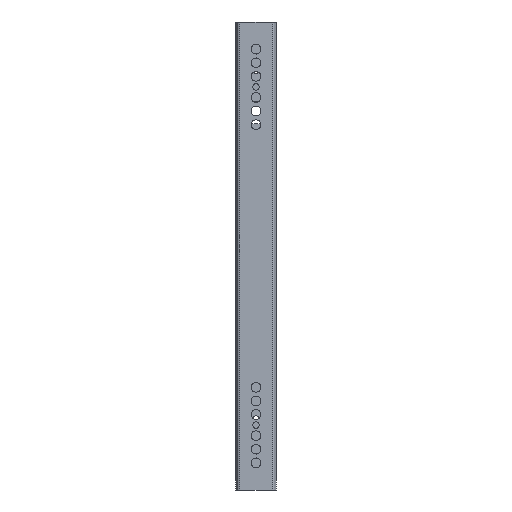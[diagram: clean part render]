
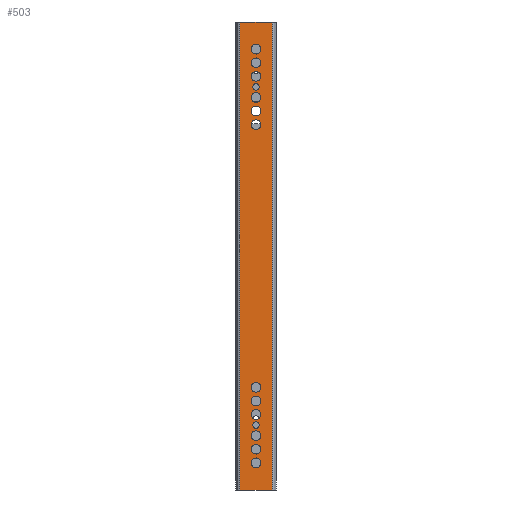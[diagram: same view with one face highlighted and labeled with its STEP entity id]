
A CAD part, left-side view. The second image highlights one B-rep face of the part: STEP entity #503.
In plain terms, the highlighted planar face has unit normal (-1, 0, 0).
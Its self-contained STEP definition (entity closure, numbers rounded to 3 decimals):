
#503 = ADVANCED_FACE( '', ( #1032, #1033, #1034, #1035, #1036, #1037, #1038, #1039, #1040, #1041, #1042, #1043, #1044, #1045, #1046 ), #1047, .F. );
#1032 = FACE_BOUND( '', #1544, .T. );
#1033 = FACE_BOUND( '', #1545, .T. );
#1034 = FACE_BOUND( '', #1546, .T. );
#1035 = FACE_BOUND( '', #1547, .T. );
#1036 = FACE_BOUND( '', #1548, .T. );
#1037 = FACE_BOUND( '', #1549, .T. );
#1038 = FACE_BOUND( '', #1550, .T. );
#1039 = FACE_BOUND( '', #1551, .T. );
#1040 = FACE_BOUND( '', #1552, .T. );
#1041 = FACE_BOUND( '', #1553, .T. );
#1042 = FACE_BOUND( '', #1554, .T. );
#1043 = FACE_BOUND( '', #1555, .T. );
#1044 = FACE_BOUND( '', #1556, .T. );
#1045 = FACE_BOUND( '', #1557, .T. );
#1046 = FACE_OUTER_BOUND( '', #1558, .T. );
#1047 = PLANE( '', #1559 );
#1544 = EDGE_LOOP( '', ( #2757 ) );
#1545 = EDGE_LOOP( '', ( #2758 ) );
#1546 = EDGE_LOOP( '', ( #2759 ) );
#1547 = EDGE_LOOP( '', ( #2760 ) );
#1548 = EDGE_LOOP( '', ( #2761 ) );
#1549 = EDGE_LOOP( '', ( #2762 ) );
#1550 = EDGE_LOOP( '', ( #2763 ) );
#1551 = EDGE_LOOP( '', ( #2764 ) );
#1552 = EDGE_LOOP( '', ( #2765 ) );
#1553 = EDGE_LOOP( '', ( #2766 ) );
#1554 = EDGE_LOOP( '', ( #2767 ) );
#1555 = EDGE_LOOP( '', ( #2768 ) );
#1556 = EDGE_LOOP( '', ( #2769 ) );
#1557 = EDGE_LOOP( '', ( #2770 ) );
#1558 = EDGE_LOOP( '', ( #2771, #2772, #2773, #2774 ) );
#1559 = AXIS2_PLACEMENT_3D( '', #2775, #2776, #2777 );
#2757 = ORIENTED_EDGE( '', *, *, #3096, .T. );
#2758 = ORIENTED_EDGE( '', *, *, #3115, .T. );
#2759 = ORIENTED_EDGE( '', *, *, #3216, .T. );
#2760 = ORIENTED_EDGE( '', *, *, #3177, .T. );
#2761 = ORIENTED_EDGE( '', *, *, #3238, .T. );
#2762 = ORIENTED_EDGE( '', *, *, #3113, .T. );
#2763 = ORIENTED_EDGE( '', *, *, #3170, .T. );
#2764 = ORIENTED_EDGE( '', *, *, #3278, .T. );
#2765 = ORIENTED_EDGE( '', *, *, #3101, .T. );
#2766 = ORIENTED_EDGE( '', *, *, #2893, .T. );
#2767 = ORIENTED_EDGE( '', *, *, #2982, .T. );
#2768 = ORIENTED_EDGE( '', *, *, #3040, .T. );
#2769 = ORIENTED_EDGE( '', *, *, #2834, .T. );
#2770 = ORIENTED_EDGE( '', *, *, #2942, .T. );
#2771 = ORIENTED_EDGE( '', *, *, #2976, .T. );
#2772 = ORIENTED_EDGE( '', *, *, #2805, .F. );
#2773 = ORIENTED_EDGE( '', *, *, #3153, .F. );
#2774 = ORIENTED_EDGE( '', *, *, #2811, .T. );
#2775 = CARTESIAN_POINT( '', ( 0., 292., -10.85 ) );
#2776 = DIRECTION( '', ( 1., 0., 0. ) );
#2777 = DIRECTION( '', ( 0., 0., -1. ) );
#2805 = EDGE_CURVE( '', #3288, #3283, #3290, .T. );
#2811 = EDGE_CURVE( '', #3300, #3298, #3301, .T. );
#2834 = EDGE_CURVE( '', #3339, #3339, #3340, .T. );
#2893 = EDGE_CURVE( '', #3442, #3442, #3443, .T. );
#2942 = EDGE_CURVE( '', #3529, #3529, #3530, .T. );
#2976 = EDGE_CURVE( '', #3298, #3283, #3585, .T. );
#2982 = EDGE_CURVE( '', #3593, #3593, #3594, .T. );
#3040 = EDGE_CURVE( '', #3692, #3692, #3693, .T. );
#3096 = EDGE_CURVE( '', #3781, #3781, #3782, .T. );
#3101 = EDGE_CURVE( '', #3788, #3788, #3789, .T. );
#3113 = EDGE_CURVE( '', #3804, #3804, #3805, .T. );
#3115 = EDGE_CURVE( '', #3807, #3807, #3808, .T. );
#3153 = EDGE_CURVE( '', #3300, #3288, #3865, .T. );
#3170 = EDGE_CURVE( '', #3888, #3888, #3889, .T. );
#3177 = EDGE_CURVE( '', #3897, #3897, #3898, .T. );
#3216 = EDGE_CURVE( '', #3940, #3940, #3941, .T. );
#3238 = EDGE_CURVE( '', #3971, #3971, #3972, .T. );
#3278 = EDGE_CURVE( '', #4012, #4012, #4013, .T. );
#3283 = VERTEX_POINT( '', #4018 );
#3288 = VERTEX_POINT( '', #4024 );
#3290 = LINE( '', #4026, #4027 );
#3298 = VERTEX_POINT( '', #4035 );
#3300 = VERTEX_POINT( '', #4037 );
#3301 = LINE( '', #4038, #4039 );
#3339 = VERTEX_POINT( '', #4089 );
#3340 = CIRCLE( '', #4090, 3.2 );
#3442 = VERTEX_POINT( '', #4224 );
#3443 = CIRCLE( '', #4225, 3.2 );
#3529 = VERTEX_POINT( '', #4337 );
#3530 = CIRCLE( '', #4338, 3.2 );
#3585 = LINE( '', #4414, #4415 );
#3593 = VERTEX_POINT( '', #4425 );
#3594 = CIRCLE( '', #4426, 3.2 );
#3692 = VERTEX_POINT( '', #4542 );
#3693 = CIRCLE( '', #4543, 3.2 );
#3781 = VERTEX_POINT( '', #4657 );
#3782 = CIRCLE( '', #4658, 2.1 );
#3788 = VERTEX_POINT( '', #4666 );
#3789 = CIRCLE( '', #4667, 3.2 );
#3804 = VERTEX_POINT( '', #4687 );
#3805 = CIRCLE( '', #4688, 3.2 );
#3807 = VERTEX_POINT( '', #4690 );
#3808 = CIRCLE( '', #4691, 2.1 );
#3865 = LINE( '', #4763, #4764 );
#3888 = VERTEX_POINT( '', #4797 );
#3889 = CIRCLE( '', #4798, 3.2 );
#3897 = VERTEX_POINT( '', #4807 );
#3898 = CIRCLE( '', #4808, 3.2 );
#3940 = VERTEX_POINT( '', #4865 );
#3941 = CIRCLE( '', #4866, 3.2 );
#3971 = VERTEX_POINT( '', #4901 );
#3972 = CIRCLE( '', #4902, 3.2 );
#4012 = VERTEX_POINT( '', #4949 );
#4013 = CIRCLE( '', #4950, 3.2 );
#4018 = CARTESIAN_POINT( '', ( 0., -18., 10.85 ) );
#4024 = CARTESIAN_POINT( '', ( 0., 292., 10.85 ) );
#4026 = CARTESIAN_POINT( '', ( 0., 292., 10.85 ) );
#4027 = VECTOR( '', #4961, 1000. );
#4035 = CARTESIAN_POINT( '', ( 0., -18., -10.85 ) );
#4037 = CARTESIAN_POINT( '', ( 0., 292., -10.85 ) );
#4038 = CARTESIAN_POINT( '', ( 0., 292., -10.85 ) );
#4039 = VECTOR( '', #4971, 1000. );
#4089 = CARTESIAN_POINT( '', ( 0., 18., -3.2 ) );
#4090 = AXIS2_PLACEMENT_3D( '', #4999, #5000, #5001 );
#4224 = CARTESIAN_POINT( '', ( 0., 50., -3.2 ) );
#4225 = AXIS2_PLACEMENT_3D( '', #5073, #5074, #5075 );
#4337 = CARTESIAN_POINT( '', ( 0., 0., -3.2 ) );
#4338 = AXIS2_PLACEMENT_3D( '', #5153, #5154, #5155 );
#4414 = CARTESIAN_POINT( '', ( 0., -18., -10.85 ) );
#4415 = VECTOR( '', #5201, 1000. );
#4425 = CARTESIAN_POINT( '', ( 0., 32., -3.2 ) );
#4426 = AXIS2_PLACEMENT_3D( '', #5207, #5208, #5209 );
#4542 = CARTESIAN_POINT( '', ( 0., 9., -3.2 ) );
#4543 = AXIS2_PLACEMENT_3D( '', #5318, #5319, #5320 );
#4657 = CARTESIAN_POINT( '', ( 0., 249., -2.1 ) );
#4658 = AXIS2_PLACEMENT_3D( '', #5416, #5417, #5418 );
#4666 = CARTESIAN_POINT( '', ( 0., 41., -3.2 ) );
#4667 = AXIS2_PLACEMENT_3D( '', #5421, #5422, #5423 );
#4687 = CARTESIAN_POINT( '', ( 0., 233., -3.2 ) );
#4688 = AXIS2_PLACEMENT_3D( '', #5432, #5433, #5434 );
#4690 = CARTESIAN_POINT( '', ( 0., 25., -2.1 ) );
#4691 = AXIS2_PLACEMENT_3D( '', #5435, #5436, #5437 );
#4763 = CARTESIAN_POINT( '', ( 0., 292., -10.85 ) );
#4764 = VECTOR( '', #5492, 1000. );
#4797 = CARTESIAN_POINT( '', ( 0., 242., -3.2 ) );
#4798 = AXIS2_PLACEMENT_3D( '', #5515, #5516, #5517 );
#4807 = CARTESIAN_POINT( '', ( 0., 274., -3.2 ) );
#4808 = AXIS2_PLACEMENT_3D( '', #5522, #5523, #5524 );
#4865 = CARTESIAN_POINT( '', ( 0., 265., -3.2 ) );
#4866 = AXIS2_PLACEMENT_3D( '', #5549, #5550, #5551 );
#4901 = CARTESIAN_POINT( '', ( 0., 256., -3.2 ) );
#4902 = AXIS2_PLACEMENT_3D( '', #5581, #5582, #5583 );
#4949 = CARTESIAN_POINT( '', ( 0., 224., -3.2 ) );
#4950 = AXIS2_PLACEMENT_3D( '', #5591, #5592, #5593 );
#4961 = DIRECTION( '', ( 0., -1., 0. ) );
#4971 = DIRECTION( '', ( 0., -1., 0. ) );
#4999 = CARTESIAN_POINT( '', ( 0., 18., 0. ) );
#5000 = DIRECTION( '', ( 1., 0., 0. ) );
#5001 = DIRECTION( '', ( 0., 0., -1. ) );
#5073 = CARTESIAN_POINT( '', ( 0., 50., 0. ) );
#5074 = DIRECTION( '', ( 1., 0., 0. ) );
#5075 = DIRECTION( '', ( 0., 0., -1. ) );
#5153 = CARTESIAN_POINT( '', ( 0., 0., 0. ) );
#5154 = DIRECTION( '', ( 1., 0., 0. ) );
#5155 = DIRECTION( '', ( 0., 0., -1. ) );
#5201 = DIRECTION( '', ( 0., 0., 1. ) );
#5207 = CARTESIAN_POINT( '', ( 0., 32., 0. ) );
#5208 = DIRECTION( '', ( 1., 0., 0. ) );
#5209 = DIRECTION( '', ( 0., 0., -1. ) );
#5318 = CARTESIAN_POINT( '', ( 0., 9., 0. ) );
#5319 = DIRECTION( '', ( 1., 0., 0. ) );
#5320 = DIRECTION( '', ( 0., 0., -1. ) );
#5416 = CARTESIAN_POINT( '', ( 0., 249., 0. ) );
#5417 = DIRECTION( '', ( 1., 0., 0. ) );
#5418 = DIRECTION( '', ( 0., 0., -1. ) );
#5421 = CARTESIAN_POINT( '', ( 0., 41., 0. ) );
#5422 = DIRECTION( '', ( 1., 0., 0. ) );
#5423 = DIRECTION( '', ( 0., 0., -1. ) );
#5432 = CARTESIAN_POINT( '', ( 0., 233., 0. ) );
#5433 = DIRECTION( '', ( 1., 0., 0. ) );
#5434 = DIRECTION( '', ( 0., 0., -1. ) );
#5435 = CARTESIAN_POINT( '', ( 0., 25., 0. ) );
#5436 = DIRECTION( '', ( 1., 0., 0. ) );
#5437 = DIRECTION( '', ( 0., 0., -1. ) );
#5492 = DIRECTION( '', ( 0., 0., 1. ) );
#5515 = CARTESIAN_POINT( '', ( 0., 242., 0. ) );
#5516 = DIRECTION( '', ( 1., 0., 0. ) );
#5517 = DIRECTION( '', ( 0., 0., -1. ) );
#5522 = CARTESIAN_POINT( '', ( 0., 274., 0. ) );
#5523 = DIRECTION( '', ( 1., 0., 0. ) );
#5524 = DIRECTION( '', ( 0., 0., -1. ) );
#5549 = CARTESIAN_POINT( '', ( 0., 265., 0. ) );
#5550 = DIRECTION( '', ( 1., 0., 0. ) );
#5551 = DIRECTION( '', ( 0., 0., -1. ) );
#5581 = CARTESIAN_POINT( '', ( 0., 256., 0. ) );
#5582 = DIRECTION( '', ( 1., 0., 0. ) );
#5583 = DIRECTION( '', ( 0., 0., -1. ) );
#5591 = CARTESIAN_POINT( '', ( 0., 224., 0. ) );
#5592 = DIRECTION( '', ( 1., 0., 0. ) );
#5593 = DIRECTION( '', ( 0., 0., -1. ) );
